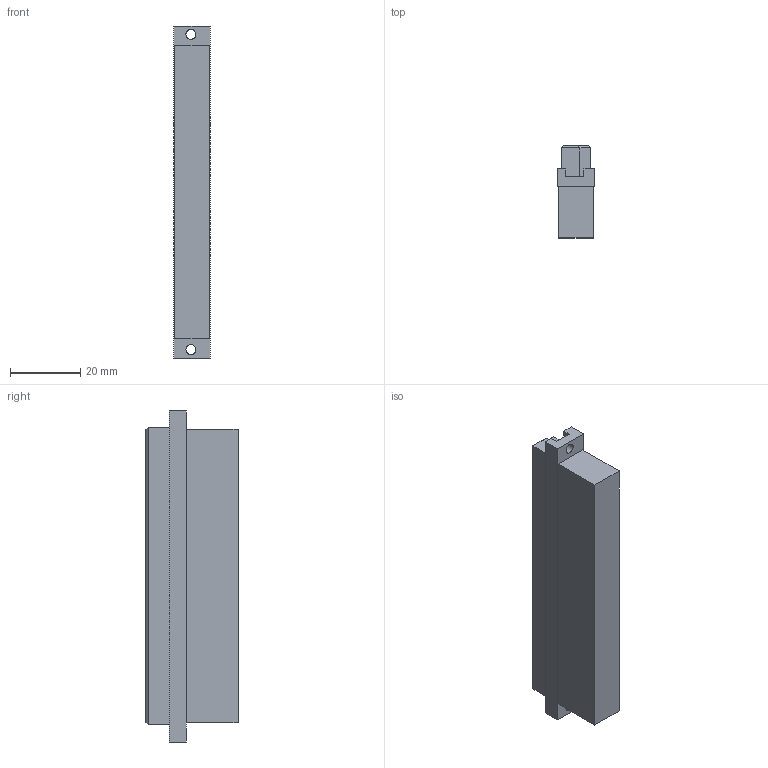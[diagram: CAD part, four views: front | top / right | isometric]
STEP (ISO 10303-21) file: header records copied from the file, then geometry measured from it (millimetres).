
FILE_DESCRIPTION((''),'2;1');
FILE_NAME( '0904_DIN_Type_D_female_connector_crimp_modul.stp', '2008-08-04T07:18:11',('User'),('SDRC'),'I-DEAS Master Series 9','UNIX', 'Yes');
FILE_SCHEMA(('AUTOMOTIVE_DESIGN { 1 0 10303 214 1 1 1 1 }'));
Length unit declared in the file: millimetre
Products named in the file (1): 0904_DIN_Type_D_female_connector_crimp_modul
Bounding box: 10.5 x 26.3 x 94.78 mm (x, y, z)
Volume: 21734 mm3; surface area: 7047.7 mm2
Topology: 1 solids, 1 shells, 69 faces, 178 edges, 116 vertices
Faces by surface type: bspline 69
Entity records: 1947 total; most frequent: CARTESIAN_POINT 789, ORIENTED_EDGE 356, EDGE_CURVE 178, VERTEX_POINT 116, B_SPLINE_CURVE_WITH_KNOTS 101, EDGE_LOOP 78, QUASI_UNIFORM_CURVE 73, FACE_OUTER_BOUND 69
